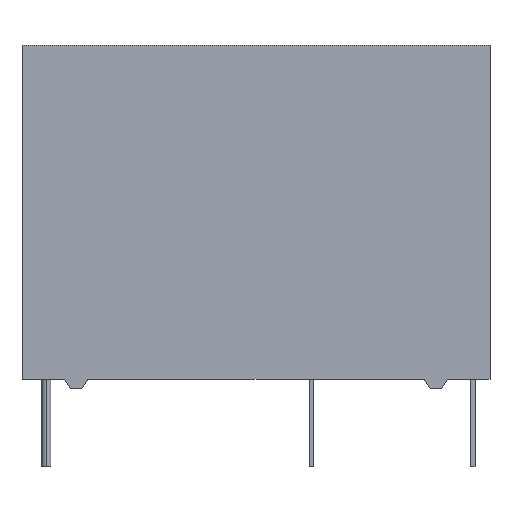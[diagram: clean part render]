
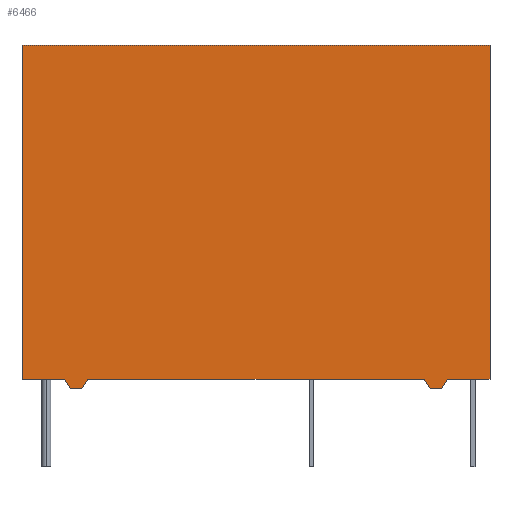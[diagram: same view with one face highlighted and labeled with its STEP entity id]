
A CAD part, front view. The second image highlights one B-rep face of the part: STEP entity #6466.
In plain terms, the highlighted planar face has unit normal (0, -1, 0).
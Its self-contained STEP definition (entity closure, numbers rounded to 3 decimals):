
#233 = LINE ( 'NONE', #6201, #11447 ) ;
#704 = DIRECTION ( 'NONE',  ( 1., 0., 0. ) ) ;
#1185 = CARTESIAN_POINT ( 'NONE',  ( -10.15, -3.5, 14.9 ) ) ;
#1254 = EDGE_CURVE ( 'NONE', #13132, #9595, #10627, .T. ) ;
#1707 = LINE ( 'NONE', #9559, #11891 ) ;
#1867 = VERTEX_POINT ( 'NONE', #5323 ) ;
#1994 = CARTESIAN_POINT ( 'NONE',  ( 10.15, -3.5, 0.4 ) ) ;
#2101 = CARTESIAN_POINT ( 'NONE',  ( 10.15, -3.5, 14.9 ) ) ;
#2157 = ORIENTED_EDGE ( 'NONE', *, *, #5573, .T. ) ;
#2243 = LINE ( 'NONE', #8297, #3971 ) ;
#2816 = DIRECTION ( 'NONE',  ( 0.53, 0., -0.848 ) ) ;
#2854 = VECTOR ( 'NONE', #704, 1000. ) ;
#3072 = CARTESIAN_POINT ( 'NONE',  ( 10.15, -3.5, 0.4 ) ) ;
#3258 = VECTOR ( 'NONE', #9482, 1000. ) ;
#3321 = VECTOR ( 'NONE', #5724, 1000. ) ;
#3958 = ORIENTED_EDGE ( 'NONE', *, *, #12184, .T. ) ;
#3971 = VECTOR ( 'NONE', #5028, 1000. ) ;
#4149 = CARTESIAN_POINT ( 'NONE',  ( -7.3, -3.5, 0.4 ) ) ;
#4223 = AXIS2_PLACEMENT_3D ( 'NONE', #2101, #5613, #13110 ) ;
#4758 = VERTEX_POINT ( 'NONE', #8728 ) ;
#4989 = CARTESIAN_POINT ( 'NONE',  ( -8.05, -3.5, 0. ) ) ;
#5028 = DIRECTION ( 'NONE',  ( 0., 0., -1. ) ) ;
#5236 = VECTOR ( 'NONE', #2816, 1000. ) ;
#5263 = EDGE_LOOP ( 'NONE', ( #10986, #7574, #2157, #7093, #13542, #3958, #12064, #12958, #12640, #10337, #11689, #6307 ) ) ;
#5323 = CARTESIAN_POINT ( 'NONE',  ( 8.05, -3.5, 0. ) ) ;
#5404 = DIRECTION ( 'NONE',  ( 1., 0., 0. ) ) ;
#5531 = EDGE_CURVE ( 'NONE', #6805, #4758, #10444, .T. ) ;
#5573 = EDGE_CURVE ( 'NONE', #12876, #7562, #7663, .T. ) ;
#5613 = DIRECTION ( 'NONE',  ( 0., 1., 0. ) ) ;
#5724 = DIRECTION ( 'NONE',  ( 0.53, 0., 0.848 ) ) ;
#5948 = VERTEX_POINT ( 'NONE', #6853 ) ;
#6201 = CARTESIAN_POINT ( 'NONE',  ( -7.3, -3.5, 0.4 ) ) ;
#6249 = CARTESIAN_POINT ( 'NONE',  ( -7.55, -3.5, 0. ) ) ;
#6307 = ORIENTED_EDGE ( 'NONE', *, *, #13050, .T. ) ;
#6318 = VERTEX_POINT ( 'NONE', #11622 ) ;
#6466 = ADVANCED_FACE ( 'NONE', ( #7480 ), #9881, .F. ) ;
#6729 = LINE ( 'NONE', #7236, #3258 ) ;
#6805 = VERTEX_POINT ( 'NONE', #13044 ) ;
#6853 = CARTESIAN_POINT ( 'NONE',  ( 10.15, -3.5, 14.9 ) ) ;
#7070 = CARTESIAN_POINT ( 'NONE',  ( -10.15, -3.5, 0.4 ) ) ;
#7093 = ORIENTED_EDGE ( 'NONE', *, *, #8958, .T. ) ;
#7236 = CARTESIAN_POINT ( 'NONE',  ( 8.05, -3.5, 0. ) ) ;
#7338 = EDGE_CURVE ( 'NONE', #1867, #6805, #9534, .T. ) ;
#7480 = FACE_OUTER_BOUND ( 'NONE', #5263, .T. ) ;
#7562 = VERTEX_POINT ( 'NONE', #6249 ) ;
#7574 = ORIENTED_EDGE ( 'NONE', *, *, #14126, .T. ) ;
#7589 = DIRECTION ( 'NONE',  ( 1., 0., 0. ) ) ;
#7663 = LINE ( 'NONE', #14119, #13169 ) ;
#8297 = CARTESIAN_POINT ( 'NONE',  ( 10.15, -3.5, 14.9 ) ) ;
#8546 = VECTOR ( 'NONE', #7589, 1000. ) ;
#8728 = CARTESIAN_POINT ( 'NONE',  ( 10.15, -3.5, 0.4 ) ) ;
#8958 = EDGE_CURVE ( 'NONE', #7562, #13132, #233, .T. ) ;
#9271 = CARTESIAN_POINT ( 'NONE',  ( -8.3, -3.5, 0.4 ) ) ;
#9371 = LINE ( 'NONE', #4989, #5236 ) ;
#9480 = LINE ( 'NONE', #13604, #14125 ) ;
#9482 = DIRECTION ( 'NONE',  ( 1., 0., 0. ) ) ;
#9534 = LINE ( 'NONE', #12271, #3321 ) ;
#9559 = CARTESIAN_POINT ( 'NONE',  ( -10.15, -3.5, 14.9 ) ) ;
#9595 = VERTEX_POINT ( 'NONE', #11190 ) ;
#9647 = DIRECTION ( 'NONE',  ( 1., 0., 0. ) ) ;
#9838 = DIRECTION ( 'NONE',  ( 1., 0., 0. ) ) ;
#9881 = PLANE ( 'NONE',  #4223 ) ;
#9944 = CARTESIAN_POINT ( 'NONE',  ( 10.15, -3.5, 14.9 ) ) ;
#9960 = VERTEX_POINT ( 'NONE', #1185 ) ;
#10337 = ORIENTED_EDGE ( 'NONE', *, *, #12247, .F. ) ;
#10444 = LINE ( 'NONE', #12784, #2854 ) ;
#10485 = DIRECTION ( 'NONE',  ( 0., 0., -1. ) ) ;
#10627 = LINE ( 'NONE', #3072, #8546 ) ;
#10690 = VERTEX_POINT ( 'NONE', #7070 ) ;
#10986 = ORIENTED_EDGE ( 'NONE', *, *, #13579, .T. ) ;
#11129 = CARTESIAN_POINT ( 'NONE',  ( -8.05, -3.5, 0. ) ) ;
#11190 = CARTESIAN_POINT ( 'NONE',  ( 7.3, -3.5, 0.4 ) ) ;
#11394 = LINE ( 'NONE', #1994, #12221 ) ;
#11447 = VECTOR ( 'NONE', #13844, 1000. ) ;
#11622 = CARTESIAN_POINT ( 'NONE',  ( 7.55, -3.5, 0. ) ) ;
#11689 = ORIENTED_EDGE ( 'NONE', *, *, #12829, .F. ) ;
#11891 = VECTOR ( 'NONE', #10485, 1000. ) ;
#12064 = ORIENTED_EDGE ( 'NONE', *, *, #12587, .T. ) ;
#12184 = EDGE_CURVE ( 'NONE', #9595, #6318, #9480, .T. ) ;
#12221 = VECTOR ( 'NONE', #5404, 1000. ) ;
#12237 = VECTOR ( 'NONE', #9838, 1000. ) ;
#12247 = EDGE_CURVE ( 'NONE', #5948, #4758, #2243, .T. ) ;
#12271 = CARTESIAN_POINT ( 'NONE',  ( 8.3, -3.5, 0.4 ) ) ;
#12310 = DIRECTION ( 'NONE',  ( 0.53, 0., -0.848 ) ) ;
#12587 = EDGE_CURVE ( 'NONE', #6318, #1867, #6729, .T. ) ;
#12640 = ORIENTED_EDGE ( 'NONE', *, *, #5531, .T. ) ;
#12784 = CARTESIAN_POINT ( 'NONE',  ( 10.15, -3.5, 0.4 ) ) ;
#12829 = EDGE_CURVE ( 'NONE', #9960, #5948, #12908, .T. ) ;
#12876 = VERTEX_POINT ( 'NONE', #11129 ) ;
#12908 = LINE ( 'NONE', #9944, #12237 ) ;
#12958 = ORIENTED_EDGE ( 'NONE', *, *, #7338, .T. ) ;
#13044 = CARTESIAN_POINT ( 'NONE',  ( 8.3, -3.5, 0.4 ) ) ;
#13050 = EDGE_CURVE ( 'NONE', #9960, #10690, #1707, .T. ) ;
#13110 = DIRECTION ( 'NONE',  ( -1., 0., 0. ) ) ;
#13132 = VERTEX_POINT ( 'NONE', #4149 ) ;
#13169 = VECTOR ( 'NONE', #9647, 1000. ) ;
#13362 = VERTEX_POINT ( 'NONE', #9271 ) ;
#13542 = ORIENTED_EDGE ( 'NONE', *, *, #1254, .T. ) ;
#13579 = EDGE_CURVE ( 'NONE', #10690, #13362, #11394, .T. ) ;
#13604 = CARTESIAN_POINT ( 'NONE',  ( 7.55, -3.5, 0. ) ) ;
#13844 = DIRECTION ( 'NONE',  ( 0.53, 0., 0.848 ) ) ;
#14119 = CARTESIAN_POINT ( 'NONE',  ( -7.55, -3.5, 0. ) ) ;
#14125 = VECTOR ( 'NONE', #12310, 1000. ) ;
#14126 = EDGE_CURVE ( 'NONE', #13362, #12876, #9371, .T. ) ;
